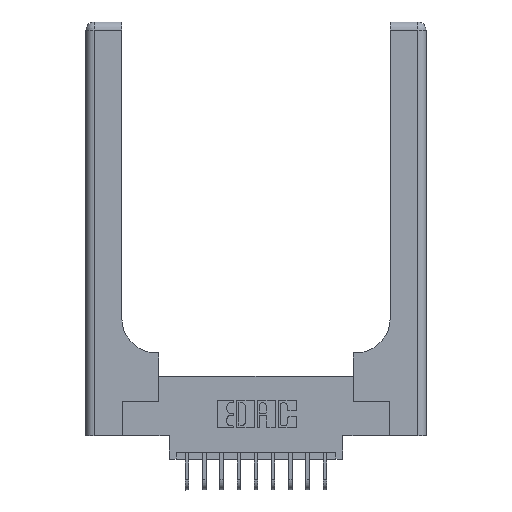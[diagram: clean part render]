
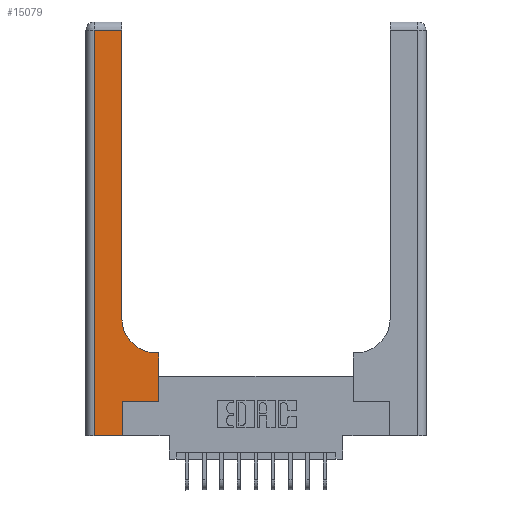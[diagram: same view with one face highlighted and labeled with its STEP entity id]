
A CAD part, top view. The second image highlights one B-rep face of the part: STEP entity #15079.
In plain terms, the highlighted planar face has unit normal (0, 0, 1).
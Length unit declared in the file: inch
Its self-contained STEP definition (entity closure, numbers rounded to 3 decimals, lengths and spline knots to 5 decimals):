
#183 = CARTESIAN_POINT ( 'NONE',  ( 0.26, 3., 0.37 ) ) ;
#671 = ORIENTED_EDGE ( 'NONE', *, *, #9755, .T. ) ;
#680 = CARTESIAN_POINT ( 'NONE',  ( 0.265, 0.25, 0.37 ) ) ;
#1067 = EDGE_CURVE ( 'NONE', #8896, #7359, #11073, .T. ) ;
#1146 = CARTESIAN_POINT ( 'NONE',  ( 0., 3., 0.37 ) ) ;
#1372 = CARTESIAN_POINT ( 'NONE',  ( 0.528, 0.6, 0.37 ) ) ;
#1993 = VECTOR ( 'NONE', #3215, 39.37008 ) ;
#2123 = AXIS2_PLACEMENT_3D ( 'NONE', #4714, #2384, #16776 ) ;
#2140 = ORIENTED_EDGE ( 'NONE', *, *, #13635, .T. ) ;
#2384 = DIRECTION ( 'NONE',  ( 0., 0., -1. ) ) ;
#2755 = AXIS2_PLACEMENT_3D ( 'NONE', #1146, #11968, #6572 ) ;
#2794 = VERTEX_POINT ( 'NONE', #4627 ) ;
#3049 = CARTESIAN_POINT ( 'NONE',  ( 0.06, 0., 0.37 ) ) ;
#3215 = DIRECTION ( 'NONE',  ( 1., 0., 0. ) ) ;
#4627 = CARTESIAN_POINT ( 'NONE',  ( 0.06, 2.94, 0.37 ) ) ;
#4714 = CARTESIAN_POINT ( 'NONE',  ( 0.51, 0.85, 0.37 ) ) ;
#5245 = EDGE_LOOP ( 'NONE', ( #9932, #14245, #14706, #8683, #5370, #2140, #14673, #671, #6047 ) ) ;
#5316 = VERTEX_POINT ( 'NONE', #8111 ) ;
#5370 = ORIENTED_EDGE ( 'NONE', *, *, #7929, .T. ) ;
#5507 = DIRECTION ( 'NONE',  ( 0., 1., 0. ) ) ;
#6047 = ORIENTED_EDGE ( 'NONE', *, *, #8223, .T. ) ;
#6126 = FACE_OUTER_BOUND ( 'NONE', #5245, .T. ) ;
#6569 = VECTOR ( 'NONE', #5507, 39.37008 ) ;
#6572 = DIRECTION ( 'NONE',  ( -1., 0., 0. ) ) ;
#6721 = VECTOR ( 'NONE', #9630, 39.37008 ) ;
#6886 = VERTEX_POINT ( 'NONE', #10614 ) ;
#7004 = DIRECTION ( 'NONE',  ( 0., 1., 0. ) ) ;
#7306 = CARTESIAN_POINT ( 'NONE',  ( 0.26, 0.6, 0.37 ) ) ;
#7359 = VERTEX_POINT ( 'NONE', #14269 ) ;
#7517 = LINE ( 'NONE', #7306, #9417 ) ;
#7618 = VECTOR ( 'NONE', #16099, 39.37008 ) ;
#7829 = EDGE_CURVE ( 'NONE', #11719, #2794, #9327, .T. ) ;
#7929 = EDGE_CURVE ( 'NONE', #7359, #10674, #13742, .T. ) ;
#8111 = CARTESIAN_POINT ( 'NONE',  ( 0.51, 0.6, 0.37 ) ) ;
#8132 = VECTOR ( 'NONE', #7004, 39.37008 ) ;
#8223 = EDGE_CURVE ( 'NONE', #5316, #9071, #16417, .T. ) ;
#8376 = CARTESIAN_POINT ( 'NONE',  ( 0.265, 0., 0.37 ) ) ;
#8434 = VECTOR ( 'NONE', #11193, 39.37008 ) ;
#8488 = CARTESIAN_POINT ( 'NONE',  ( 0., 0., 0.37 ) ) ;
#8621 = CARTESIAN_POINT ( 'NONE',  ( 0.528, 0.25, 0.37 ) ) ;
#8683 = ORIENTED_EDGE ( 'NONE', *, *, #1067, .T. ) ;
#8896 = VERTEX_POINT ( 'NONE', #3049 ) ;
#9071 = VERTEX_POINT ( 'NONE', #9460 ) ;
#9327 = LINE ( 'NONE', #10975, #7618 ) ;
#9417 = VECTOR ( 'NONE', #16701, 39.37008 ) ;
#9460 = CARTESIAN_POINT ( 'NONE',  ( 0.26, 0.85, 0.37 ) ) ;
#9630 = DIRECTION ( 'NONE',  ( 0., -1., 0. ) ) ;
#9755 = EDGE_CURVE ( 'NONE', #12675, #5316, #7517, .T. ) ;
#9932 = ORIENTED_EDGE ( 'NONE', *, *, #10444, .T. ) ;
#10362 = EDGE_CURVE ( 'NONE', #2794, #8896, #10549, .T. ) ;
#10444 = EDGE_CURVE ( 'NONE', #9071, #11719, #17450, .T. ) ;
#10532 = PLANE ( 'NONE',  #2755 ) ;
#10549 = LINE ( 'NONE', #12096, #6721 ) ;
#10614 = CARTESIAN_POINT ( 'NONE',  ( 0.528, 0.25, 0.37 ) ) ;
#10674 = VERTEX_POINT ( 'NONE', #15316 ) ;
#10975 = CARTESIAN_POINT ( 'NONE',  ( 0., 2.94, 0.37 ) ) ;
#11073 = LINE ( 'NONE', #8488, #1993 ) ;
#11193 = DIRECTION ( 'NONE',  ( 0., 1., 0. ) ) ;
#11719 = VERTEX_POINT ( 'NONE', #14976 ) ;
#11968 = DIRECTION ( 'NONE',  ( 0., 0., -1. ) ) ;
#12096 = CARTESIAN_POINT ( 'NONE',  ( 0.06, 3., 0.37 ) ) ;
#12349 = LINE ( 'NONE', #8621, #8132 ) ;
#12675 = VERTEX_POINT ( 'NONE', #1372 ) ;
#13635 = EDGE_CURVE ( 'NONE', #10674, #6886, #13691, .T. ) ;
#13691 = LINE ( 'NONE', #680, #15770 ) ;
#13742 = LINE ( 'NONE', #8376, #6569 ) ;
#14245 = ORIENTED_EDGE ( 'NONE', *, *, #7829, .T. ) ;
#14269 = CARTESIAN_POINT ( 'NONE',  ( 0.265, 0., 0.37 ) ) ;
#14673 = ORIENTED_EDGE ( 'NONE', *, *, #17084, .T. ) ;
#14706 = ORIENTED_EDGE ( 'NONE', *, *, #10362, .T. ) ;
#14976 = CARTESIAN_POINT ( 'NONE',  ( 0.26, 2.94, 0.37 ) ) ;
#15079 = ADVANCED_FACE ( 'NONE', ( #6126 ), #10532, .F. ) ;
#15316 = CARTESIAN_POINT ( 'NONE',  ( 0.265, 0.25, 0.37 ) ) ;
#15465 = DIRECTION ( 'NONE',  ( 1., 0., 0. ) ) ;
#15770 = VECTOR ( 'NONE', #15465, 39.37008 ) ;
#16099 = DIRECTION ( 'NONE',  ( -1., 0., 0. ) ) ;
#16417 = CIRCLE ( 'NONE', #2123, 0.25 ) ;
#16701 = DIRECTION ( 'NONE',  ( -1., 0., 0. ) ) ;
#16776 = DIRECTION ( 'NONE',  ( 1., 0., 0. ) ) ;
#17084 = EDGE_CURVE ( 'NONE', #6886, #12675, #12349, .T. ) ;
#17450 = LINE ( 'NONE', #183, #8434 ) ;
